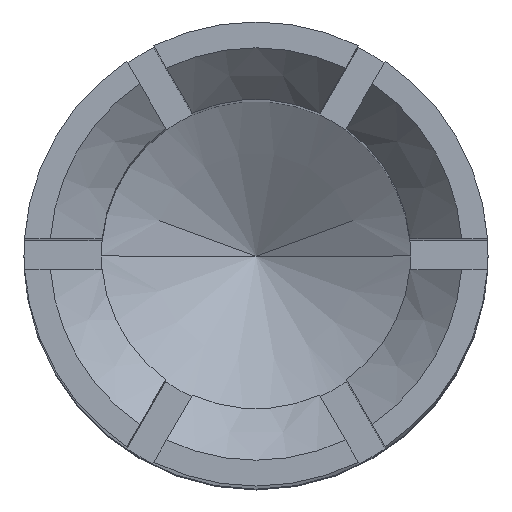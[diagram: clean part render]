
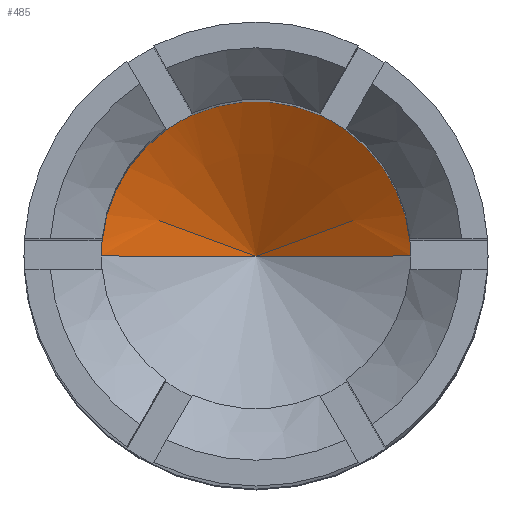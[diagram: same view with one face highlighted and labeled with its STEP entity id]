
A CAD part, top view. The second image highlights one B-rep face of the part: STEP entity #485.
In plain terms, the highlighted conical face has half-angle 59 degrees and reference radius 1.5 mm.
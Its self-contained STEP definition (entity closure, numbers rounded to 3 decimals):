
#1 = VERTEX_POINT ( 'NONE', #301 ) ;
#10 = VERTEX_POINT ( 'NONE', #435 ) ;
#13 = VERTEX_POINT ( 'NONE', #1279 ) ;
#29 = EDGE_CURVE ( 'NONE', #1, #1753, #1360, .T. ) ;
#31 = AXIS2_PLACEMENT_3D ( 'NONE', #778, #1186, #1176 ) ;
#39 = CIRCLE ( 'NONE', #904, 1.5 ) ;
#65 = CARTESIAN_POINT ( 'NONE',  ( 0., 0., 348.099 ) ) ;
#99 = VERTEX_POINT ( 'NONE', #1297 ) ;
#121 = DIRECTION ( 'NONE',  ( 0., 0., -1. ) ) ;
#142 = CARTESIAN_POINT ( 'NONE',  ( 0., 0., 349. ) ) ;
#160 = VERTEX_POINT ( 'NONE', #1588 ) ;
#191 = CARTESIAN_POINT ( 'NONE',  ( -0.876, 1.218, 349. ) ) ;
#195 = ORIENTED_EDGE ( 'NONE', *, *, #29, .F. ) ;
#218 = VECTOR ( 'NONE', #394, 1000. ) ;
#283 = EDGE_CURVE ( 'NONE', #10, #13, #1092, .T. ) ;
#295 = EDGE_CURVE ( 'NONE', #1220, #1114, #518, .T. ) ;
#301 = CARTESIAN_POINT ( 'NONE',  ( -0.616, 1.368, 349. ) ) ;
#333 = DIRECTION ( 'NONE',  ( 1., 0., 0. ) ) ;
#351 = CARTESIAN_POINT ( 'NONE',  ( 0., 0., 349. ) ) ;
#368 = EDGE_CURVE ( 'NONE', #99, #1472, #913, .T. ) ;
#381 = EDGE_LOOP ( 'NONE', ( #1414, #1381, #1630, #1290, #1657, #195, #536, #1581, #883 ) ) ;
#386 = AXIS2_PLACEMENT_3D ( 'NONE', #1148, #1567, #1433 ) ;
#390 = VECTOR ( 'NONE', #811, 1000. ) ;
#393 = AXIS2_PLACEMENT_3D ( 'NONE', #917, #532, #815 ) ;
#394 = DIRECTION ( 'NONE',  ( -0.857, 0., 0.515 ) ) ;
#408 = DIRECTION ( 'NONE',  ( 0., 0., 1. ) ) ;
#435 = CARTESIAN_POINT ( 'NONE',  ( 1.492, 0.15, 349. ) ) ;
#485 = ADVANCED_FACE ( 'NONE', ( #1662 ), #1239, .F. ) ;
#518 = LINE ( 'NONE', #1060, #218 ) ;
#522 = LINE ( 'NONE', #1651, #390 ) ;
#532 = DIRECTION ( 'NONE',  ( 0., 0., -1. ) ) ;
#536 = ORIENTED_EDGE ( 'NONE', *, *, #1443, .F. ) ;
#674 = DIRECTION ( 'NONE',  ( -1., 0., 0. ) ) ;
#704 = DIRECTION ( 'NONE',  ( 0., 0., -1. ) ) ;
#705 = AXIS2_PLACEMENT_3D ( 'NONE', #1368, #121, #674 ) ;
#748 = DIRECTION ( 'NONE',  ( -1., 0., 0. ) ) ;
#749 = CIRCLE ( 'NONE', #983, 1.5 ) ;
#778 = CARTESIAN_POINT ( 'NONE',  ( 0., 0., 349. ) ) ;
#811 = DIRECTION ( 'NONE',  ( 0.857, 0., 0.515 ) ) ;
#815 = DIRECTION ( 'NONE',  ( -1., 0., 0. ) ) ;
#830 = EDGE_CURVE ( 'NONE', #1114, #99, #749, .T. ) ;
#883 = ORIENTED_EDGE ( 'NONE', *, *, #830, .F. ) ;
#904 = AXIS2_PLACEMENT_3D ( 'NONE', #351, #914, #748 ) ;
#907 = DIRECTION ( 'NONE',  ( -1., 0., 0. ) ) ;
#913 = CIRCLE ( 'NONE', #705, 1.5 ) ;
#914 = DIRECTION ( 'NONE',  ( 0., 0., -1. ) ) ;
#917 = CARTESIAN_POINT ( 'NONE',  ( 0., 0., 349. ) ) ;
#983 = AXIS2_PLACEMENT_3D ( 'NONE', #1458, #1609, #907 ) ;
#1060 = CARTESIAN_POINT ( 'NONE',  ( -1.5, 0., 349. ) ) ;
#1092 = CIRCLE ( 'NONE', #393, 1.5 ) ;
#1093 = CARTESIAN_POINT ( 'NONE',  ( 0.616, 1.368, 349. ) ) ;
#1112 = DIRECTION ( 'NONE',  ( -1., 0., 0. ) ) ;
#1114 = VERTEX_POINT ( 'NONE', #1418 ) ;
#1148 = CARTESIAN_POINT ( 'NONE',  ( 0., 0., 349. ) ) ;
#1176 = DIRECTION ( 'NONE',  ( -1., 0., 0. ) ) ;
#1186 = DIRECTION ( 'NONE',  ( 0., 0., -1. ) ) ;
#1220 = VERTEX_POINT ( 'NONE', #65 ) ;
#1239 = CONICAL_SURFACE ( 'NONE', #1791, 1.5, 1.03 ) ;
#1245 = EDGE_CURVE ( 'NONE', #1753, #160, #1455, .T. ) ;
#1279 = CARTESIAN_POINT ( 'NONE',  ( 1.5, 0., 349. ) ) ;
#1290 = ORIENTED_EDGE ( 'NONE', *, *, #1592, .F. ) ;
#1297 = CARTESIAN_POINT ( 'NONE',  ( -1.492, 0.15, 349. ) ) ;
#1360 = CIRCLE ( 'NONE', #1382, 1.5 ) ;
#1368 = CARTESIAN_POINT ( 'NONE',  ( 0., 0., 349. ) ) ;
#1381 = ORIENTED_EDGE ( 'NONE', *, *, #1764, .T. ) ;
#1382 = AXIS2_PLACEMENT_3D ( 'NONE', #142, #704, #1112 ) ;
#1414 = ORIENTED_EDGE ( 'NONE', *, *, #295, .F. ) ;
#1418 = CARTESIAN_POINT ( 'NONE',  ( -1.5, 0., 349. ) ) ;
#1433 = DIRECTION ( 'NONE',  ( -1., 0., 0. ) ) ;
#1443 = EDGE_CURVE ( 'NONE', #1472, #1, #1608, .T. ) ;
#1455 = CIRCLE ( 'NONE', #31, 1.5 ) ;
#1458 = CARTESIAN_POINT ( 'NONE',  ( 0., 0., 349. ) ) ;
#1472 = VERTEX_POINT ( 'NONE', #191 ) ;
#1567 = DIRECTION ( 'NONE',  ( 0., 0., -1. ) ) ;
#1581 = ORIENTED_EDGE ( 'NONE', *, *, #368, .F. ) ;
#1588 = CARTESIAN_POINT ( 'NONE',  ( 0.876, 1.218, 349. ) ) ;
#1592 = EDGE_CURVE ( 'NONE', #160, #10, #39, .T. ) ;
#1608 = CIRCLE ( 'NONE', #386, 1.5 ) ;
#1609 = DIRECTION ( 'NONE',  ( 0., 0., -1. ) ) ;
#1630 = ORIENTED_EDGE ( 'NONE', *, *, #283, .F. ) ;
#1651 = CARTESIAN_POINT ( 'NONE',  ( 1.5, 0., 349. ) ) ;
#1657 = ORIENTED_EDGE ( 'NONE', *, *, #1245, .F. ) ;
#1662 = FACE_OUTER_BOUND ( 'NONE', #381, .T. ) ;
#1692 = CARTESIAN_POINT ( 'NONE',  ( 0., 0., 349. ) ) ;
#1753 = VERTEX_POINT ( 'NONE', #1093 ) ;
#1764 = EDGE_CURVE ( 'NONE', #1220, #13, #522, .T. ) ;
#1791 = AXIS2_PLACEMENT_3D ( 'NONE', #1692, #408, #333 ) ;
